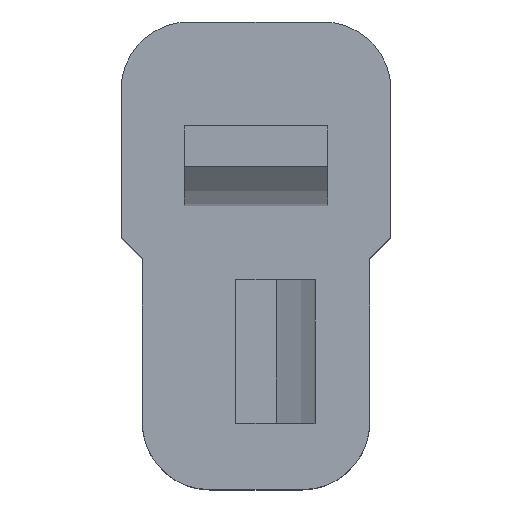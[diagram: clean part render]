
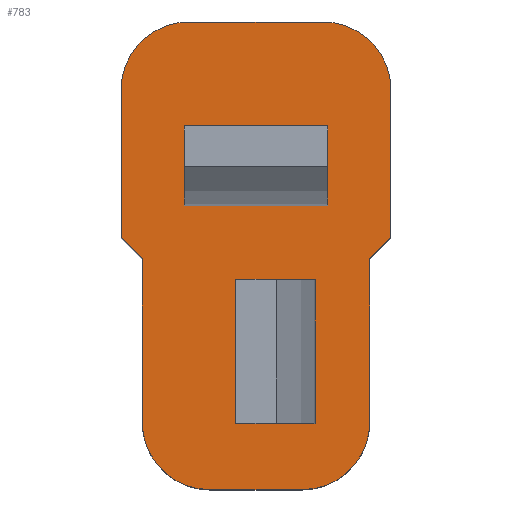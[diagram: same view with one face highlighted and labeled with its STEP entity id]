
A CAD part, top view. The second image highlights one B-rep face of the part: STEP entity #783.
In plain terms, the highlighted planar face has unit normal (0, 0, 1).
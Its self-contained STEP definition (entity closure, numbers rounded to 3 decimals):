
#14=FACE_BOUND('',#134,.T.);
#15=FACE_BOUND('',#135,.T.);
#16=FACE_BOUND('',#136,.T.);
#17=FACE_BOUND('',#137,.T.);
#21=PLANE('',#847);
#93=FACE_OUTER_BOUND('',#133,.T.);
#133=EDGE_LOOP('',(#577,#578,#579,#580,#581,#582,#583,#584,#585,#586,#587,
#588,#589,#590));
#134=EDGE_LOOP('',(#591,#592,#593,#594));
#135=EDGE_LOOP('',(#595,#596,#597,#598));
#136=EDGE_LOOP('',(#599,#600,#601,#602));
#137=EDGE_LOOP('',(#603,#604,#605,#606));
#173=LINE('',#1099,#265);
#176=LINE('',#1111,#268);
#177=LINE('',#1117,#269);
#180=LINE('',#1129,#272);
#183=LINE('',#1141,#275);
#186=LINE('',#1147,#278);
#187=LINE('',#1149,#279);
#188=LINE('',#1151,#280);
#189=LINE('',#1153,#281);
#190=LINE('',#1157,#282);
#191=LINE('',#1161,#283);
#192=LINE('',#1163,#284);
#193=LINE('',#1165,#285);
#194=LINE('',#1167,#286);
#195=LINE('',#1169,#287);
#196=LINE('',#1170,#288);
#197=LINE('',#1171,#289);
#198=LINE('',#1172,#290);
#199=LINE('',#1175,#291);
#200=LINE('',#1177,#292);
#201=LINE('',#1179,#293);
#202=LINE('',#1180,#294);
#203=LINE('',#1183,#295);
#204=LINE('',#1185,#296);
#205=LINE('',#1187,#297);
#206=LINE('',#1188,#298);
#265=VECTOR('',#893,10.);
#268=VECTOR('',#904,10.);
#269=VECTOR('',#909,10.);
#272=VECTOR('',#920,10.);
#275=VECTOR('',#931,10.);
#278=VECTOR('',#936,10.);
#279=VECTOR('',#937,10.);
#280=VECTOR('',#938,10.);
#281=VECTOR('',#939,10.);
#282=VECTOR('',#942,10.);
#283=VECTOR('',#945,10.);
#284=VECTOR('',#946,10.);
#285=VECTOR('',#947,10.);
#286=VECTOR('',#948,10.);
#287=VECTOR('',#951,10.);
#288=VECTOR('',#952,10.);
#289=VECTOR('',#953,10.);
#290=VECTOR('',#954,10.);
#291=VECTOR('',#955,10.);
#292=VECTOR('',#956,10.);
#293=VECTOR('',#957,10.);
#294=VECTOR('',#958,10.);
#295=VECTOR('',#959,10.);
#296=VECTOR('',#960,10.);
#297=VECTOR('',#961,10.);
#298=VECTOR('',#962,10.);
#366=CIRCLE('',#845,1.905);
#367=CIRCLE('',#848,1.905);
#368=CIRCLE('',#849,1.905);
#369=CIRCLE('',#850,1.905);
#373=VERTEX_POINT('',#1095);
#375=VERTEX_POINT('',#1098);
#377=VERTEX_POINT('',#1104);
#380=VERTEX_POINT('',#1109);
#382=VERTEX_POINT('',#1114);
#383=VERTEX_POINT('',#1116);
#386=VERTEX_POINT('',#1123);
#388=VERTEX_POINT('',#1127);
#391=VERTEX_POINT('',#1134);
#392=VERTEX_POINT('',#1136);
#393=VERTEX_POINT('',#1140);
#395=VERTEX_POINT('',#1146);
#396=VERTEX_POINT('',#1148);
#397=VERTEX_POINT('',#1150);
#398=VERTEX_POINT('',#1152);
#399=VERTEX_POINT('',#1154);
#400=VERTEX_POINT('',#1156);
#401=VERTEX_POINT('',#1158);
#402=VERTEX_POINT('',#1160);
#403=VERTEX_POINT('',#1162);
#404=VERTEX_POINT('',#1164);
#405=VERTEX_POINT('',#1166);
#406=VERTEX_POINT('',#1173);
#407=VERTEX_POINT('',#1174);
#408=VERTEX_POINT('',#1176);
#409=VERTEX_POINT('',#1178);
#410=VERTEX_POINT('',#1181);
#411=VERTEX_POINT('',#1182);
#412=VERTEX_POINT('',#1184);
#413=VERTEX_POINT('',#1186);
#446=EDGE_CURVE('',#375,#373,#173,.T.);
#452=EDGE_CURVE('',#377,#380,#176,.T.);
#454=EDGE_CURVE('',#383,#382,#177,.T.);
#460=EDGE_CURVE('',#386,#388,#180,.T.);
#463=EDGE_CURVE('',#391,#392,#366,.T.);
#465=EDGE_CURVE('',#393,#392,#183,.T.);
#468=EDGE_CURVE('',#391,#395,#186,.T.);
#469=EDGE_CURVE('',#396,#395,#187,.T.);
#470=EDGE_CURVE('',#396,#397,#188,.T.);
#471=EDGE_CURVE('',#397,#398,#189,.T.);
#472=EDGE_CURVE('',#399,#398,#367,.T.);
#473=EDGE_CURVE('',#399,#400,#190,.T.);
#474=EDGE_CURVE('',#401,#400,#368,.T.);
#475=EDGE_CURVE('',#401,#402,#191,.T.);
#476=EDGE_CURVE('',#402,#403,#192,.T.);
#477=EDGE_CURVE('',#404,#403,#193,.T.);
#478=EDGE_CURVE('',#404,#405,#194,.T.);
#479=EDGE_CURVE('',#393,#405,#369,.T.);
#480=EDGE_CURVE('',#380,#375,#195,.T.);
#481=EDGE_CURVE('',#373,#377,#196,.T.);
#482=EDGE_CURVE('',#388,#383,#197,.T.);
#483=EDGE_CURVE('',#382,#386,#198,.T.);
#484=EDGE_CURVE('',#406,#407,#199,.T.);
#485=EDGE_CURVE('',#407,#408,#200,.T.);
#486=EDGE_CURVE('',#408,#409,#201,.T.);
#487=EDGE_CURVE('',#409,#406,#202,.T.);
#488=EDGE_CURVE('',#410,#411,#203,.T.);
#489=EDGE_CURVE('',#411,#412,#204,.T.);
#490=EDGE_CURVE('',#412,#413,#205,.T.);
#491=EDGE_CURVE('',#413,#410,#206,.T.);
#577=ORIENTED_EDGE('',*,*,#463,.F.);
#578=ORIENTED_EDGE('',*,*,#468,.T.);
#579=ORIENTED_EDGE('',*,*,#469,.F.);
#580=ORIENTED_EDGE('',*,*,#470,.T.);
#581=ORIENTED_EDGE('',*,*,#471,.T.);
#582=ORIENTED_EDGE('',*,*,#472,.F.);
#583=ORIENTED_EDGE('',*,*,#473,.T.);
#584=ORIENTED_EDGE('',*,*,#474,.F.);
#585=ORIENTED_EDGE('',*,*,#475,.T.);
#586=ORIENTED_EDGE('',*,*,#476,.T.);
#587=ORIENTED_EDGE('',*,*,#477,.F.);
#588=ORIENTED_EDGE('',*,*,#478,.T.);
#589=ORIENTED_EDGE('',*,*,#479,.F.);
#590=ORIENTED_EDGE('',*,*,#465,.T.);
#591=ORIENTED_EDGE('',*,*,#452,.T.);
#592=ORIENTED_EDGE('',*,*,#480,.T.);
#593=ORIENTED_EDGE('',*,*,#446,.T.);
#594=ORIENTED_EDGE('',*,*,#481,.T.);
#595=ORIENTED_EDGE('',*,*,#460,.T.);
#596=ORIENTED_EDGE('',*,*,#482,.T.);
#597=ORIENTED_EDGE('',*,*,#454,.T.);
#598=ORIENTED_EDGE('',*,*,#483,.T.);
#599=ORIENTED_EDGE('',*,*,#484,.T.);
#600=ORIENTED_EDGE('',*,*,#485,.T.);
#601=ORIENTED_EDGE('',*,*,#486,.T.);
#602=ORIENTED_EDGE('',*,*,#487,.T.);
#603=ORIENTED_EDGE('',*,*,#488,.T.);
#604=ORIENTED_EDGE('',*,*,#489,.T.);
#605=ORIENTED_EDGE('',*,*,#490,.T.);
#606=ORIENTED_EDGE('',*,*,#491,.T.);
#783=ADVANCED_FACE('',(#93,#14,#15,#16,#17),#21,.T.);
#845=AXIS2_PLACEMENT_3D('',#1137,#926,#927);
#847=AXIS2_PLACEMENT_3D('',#1145,#934,#935);
#848=AXIS2_PLACEMENT_3D('',#1155,#940,#941);
#849=AXIS2_PLACEMENT_3D('',#1159,#943,#944);
#850=AXIS2_PLACEMENT_3D('',#1168,#949,#950);
#893=DIRECTION('',(0.,-1.,0.));
#904=DIRECTION('',(0.,1.,0.));
#909=DIRECTION('',(1.,0.,0.));
#920=DIRECTION('',(-1.,0.,0.));
#926=DIRECTION('center_axis',(0.,0.,-1.));
#927=DIRECTION('ref_axis',(0.707,-0.707,0.));
#931=DIRECTION('',(1.,0.,0.));
#934=DIRECTION('center_axis',(0.,0.,1.));
#935=DIRECTION('ref_axis',(1.,0.,0.));
#936=DIRECTION('',(0.,1.,0.));
#937=DIRECTION('',(-0.707,-0.707,0.));
#938=DIRECTION('',(1.,0.,0.));
#939=DIRECTION('',(0.,1.,0.));
#940=DIRECTION('center_axis',(0.,0.,-1.));
#941=DIRECTION('ref_axis',(0.707,0.707,0.));
#942=DIRECTION('',(-1.,0.,0.));
#943=DIRECTION('center_axis',(0.,0.,-1.));
#944=DIRECTION('ref_axis',(-0.707,0.707,0.));
#945=DIRECTION('',(0.,-1.,0.));
#946=DIRECTION('',(1.,0.,0.));
#947=DIRECTION('',(-0.707,0.707,0.));
#948=DIRECTION('',(0.,-1.,0.));
#949=DIRECTION('center_axis',(0.,0.,-1.));
#950=DIRECTION('ref_axis',(-0.707,-0.707,0.));
#951=DIRECTION('',(1.,0.,0.));
#952=DIRECTION('',(-1.,0.,0.));
#953=DIRECTION('',(0.,1.,0.));
#954=DIRECTION('',(0.,-1.,0.));
#955=DIRECTION('',(0.,1.,0.));
#956=DIRECTION('',(1.,0.,0.));
#957=DIRECTION('',(0.,-1.,0.));
#958=DIRECTION('',(-1.,0.,0.));
#959=DIRECTION('',(-1.,0.,0.));
#960=DIRECTION('',(0.,1.,0.));
#961=DIRECTION('',(1.,0.,0.));
#962=DIRECTION('',(0.,-1.,0.));
#1095=CARTESIAN_POINT('',(1.379,-4.744,0.));
#1098=CARTESIAN_POINT('',(1.379,-0.68,0.));
#1099=CARTESIAN_POINT('',(1.379,-4.744,0.));
#1104=CARTESIAN_POINT('',(1.153,-4.744,0.));
#1109=CARTESIAN_POINT('',(1.153,-0.68,0.));
#1111=CARTESIAN_POINT('',(1.153,-4.744,0.));
#1114=CARTESIAN_POINT('',(2.032,1.93,0.));
#1116=CARTESIAN_POINT('',(-2.032,1.93,0.));
#1117=CARTESIAN_POINT('',(2.032,1.93,0.));
#1123=CARTESIAN_POINT('',(2.032,1.704,0.));
#1127=CARTESIAN_POINT('',(-2.032,1.704,0.));
#1129=CARTESIAN_POINT('',(2.032,1.704,0.));
#1134=CARTESIAN_POINT('',(3.213,-4.699,0.));
#1136=CARTESIAN_POINT('',(1.308,-6.604,0.));
#1137=CARTESIAN_POINT('Origin',(1.308,-4.699,0.));
#1140=CARTESIAN_POINT('',(-1.308,-6.604,0.));
#1141=CARTESIAN_POINT('',(-3.213,-6.604,0.));
#1145=CARTESIAN_POINT('Origin',(0.,0.,0.));
#1146=CARTESIAN_POINT('',(3.213,-0.088,0.));
#1147=CARTESIAN_POINT('',(3.213,-6.604,0.));
#1148=CARTESIAN_POINT('',(3.81,0.508,0.));
#1149=CARTESIAN_POINT('',(2.581,-0.721,0.));
#1150=CARTESIAN_POINT('',(3.81,0.508,0.));
#1151=CARTESIAN_POINT('',(-3.81,0.508,0.));
#1152=CARTESIAN_POINT('',(3.81,4.699,0.));
#1153=CARTESIAN_POINT('',(3.81,-6.604,0.));
#1154=CARTESIAN_POINT('',(1.905,6.604,0.));
#1155=CARTESIAN_POINT('Origin',(1.905,4.699,0.));
#1156=CARTESIAN_POINT('',(-1.905,6.604,0.));
#1157=CARTESIAN_POINT('',(3.81,6.604,0.));
#1158=CARTESIAN_POINT('',(-3.81,4.699,0.));
#1159=CARTESIAN_POINT('Origin',(-1.905,4.699,0.));
#1160=CARTESIAN_POINT('',(-3.81,0.508,0.));
#1161=CARTESIAN_POINT('',(-3.81,6.604,0.));
#1162=CARTESIAN_POINT('',(-3.81,0.508,0.));
#1163=CARTESIAN_POINT('',(-3.81,0.508,0.));
#1164=CARTESIAN_POINT('',(-3.213,-0.088,0.));
#1165=CARTESIAN_POINT('',(-2.581,-0.721,0.));
#1166=CARTESIAN_POINT('',(-3.213,-4.699,0.));
#1167=CARTESIAN_POINT('',(-3.213,0.508,0.));
#1168=CARTESIAN_POINT('Origin',(-1.308,-4.699,0.));
#1169=CARTESIAN_POINT('',(0.566,-0.68,0.));
#1170=CARTESIAN_POINT('',(0.566,-4.744,0.));
#1171=CARTESIAN_POINT('',(-2.032,0.975,0.));
#1172=CARTESIAN_POINT('',(2.032,0.975,0.));
#1173=CARTESIAN_POINT('',(-2.032,2.511,0.));
#1174=CARTESIAN_POINT('',(-2.032,3.654,0.));
#1175=CARTESIAN_POINT('',(-2.032,1.827,0.));
#1176=CARTESIAN_POINT('',(2.032,3.654,0.));
#1177=CARTESIAN_POINT('',(1.016,3.654,0.));
#1178=CARTESIAN_POINT('',(2.032,2.511,0.));
#1179=CARTESIAN_POINT('',(2.032,1.256,0.));
#1180=CARTESIAN_POINT('',(-1.016,2.511,0.));
#1181=CARTESIAN_POINT('',(0.572,-4.744,0.));
#1182=CARTESIAN_POINT('',(-0.572,-4.744,0.));
#1183=CARTESIAN_POINT('',(-0.286,-4.744,0.));
#1184=CARTESIAN_POINT('',(-0.572,-0.68,0.));
#1185=CARTESIAN_POINT('',(-0.572,-0.34,0.));
#1186=CARTESIAN_POINT('',(0.572,-0.68,0.));
#1187=CARTESIAN_POINT('',(0.286,-0.68,0.));
#1188=CARTESIAN_POINT('',(0.572,-2.372,0.));
